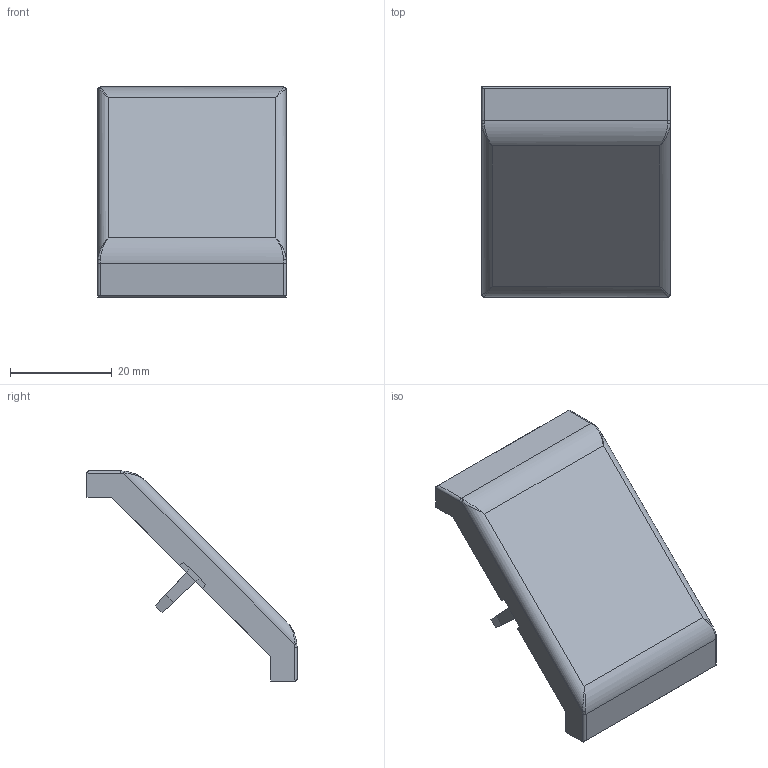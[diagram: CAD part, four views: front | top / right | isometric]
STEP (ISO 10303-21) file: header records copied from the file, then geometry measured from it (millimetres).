
FILE_DESCRIPTION (( 'STEP AP203' ), '1' );
FILE_NAME ('412529007_c_1.STEP', '2023-03-06T14:42:49', ( '' ), ( '' ), 'SwSTEP 2.0', 'SolidWorks 2014', '' );
FILE_SCHEMA (( 'CONFIG_CONTROL_DESIGN' ));
Length unit declared in the file: millimetre
Products named in the file (1): 412529007_c_1
Bounding box: 36.96 x 41.22 x 41.22 mm (x, y, z)
Volume: 8334.8 mm3; surface area: 6292.9 mm2
Topology: 1 solids, 1 shells, 64 faces, 175 edges, 110 vertices
Faces by surface type: plane 44, cylinder 12, bspline 8
Entity records: 2660 total; most frequent: CARTESIAN_POINT 1096, ORIENTED_EDGE 342, DIRECTION 258, EDGE_CURVE 171, LINE 126, VECTOR 126, VERTEX_POINT 110, AXIS2_PLACEMENT_3D 66
